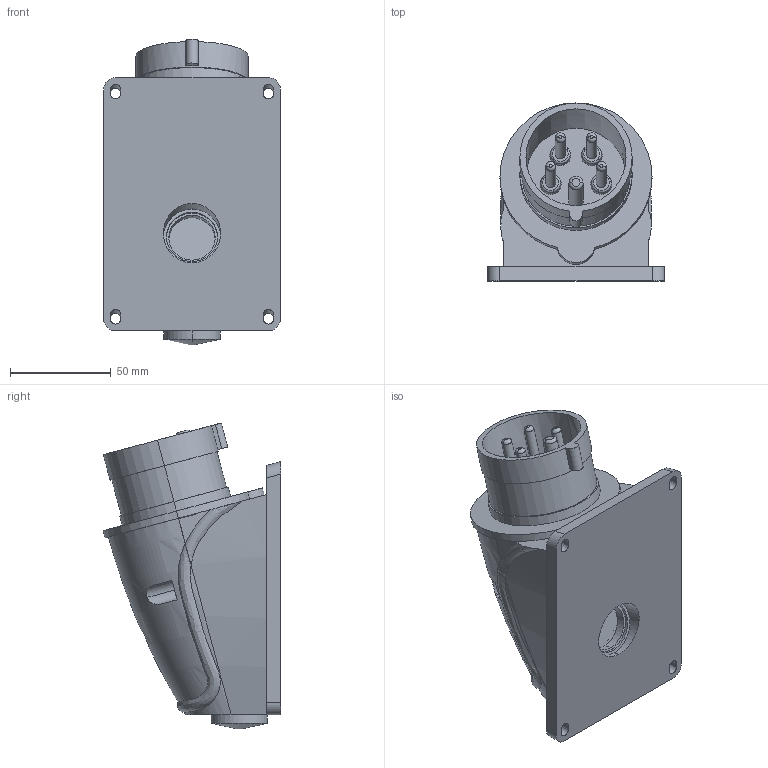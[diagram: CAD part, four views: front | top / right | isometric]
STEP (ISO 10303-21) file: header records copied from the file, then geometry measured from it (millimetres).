
FILE_DESCRIPTION (( 'STEP AP214' ), '1' );
FILE_NAME ('PSN52-016-5 Âèëêà ñòàöèîíàðíàÿ ÑÑÈ-515 16À-6÷_200_346-240_415Â 3Ð+ÐÅ+N IP44 MAGNUM ÈÝÊ.STEP', '2017-02-02T12:30:00', ( '' ), ( '' ), 'SwSTEP 2.0', 'SolidWorks 2014', '' );
FILE_SCHEMA (( 'AUTOMOTIVE_DESIGN' ));
Length unit declared in the file: millimetre
Products named in the file (1): PSN52-016-5 Âèëêà ñòàöèîíàðíàÿ ÑÑÈ-515 16À-6÷_200_346-240_415Â 3Ð+ÐÅ+N IP44 MAGNUM ÈÝÊ
Bounding box: 88 x 88.42 x 152.08 mm (x, y, z)
Volume: 220421.8 mm3; surface area: 105472.6 mm2
Topology: 13 solids, 13 shells, 707 faces, 1786 edges, 1164 vertices
Faces by surface type: plane 376, cylinder 229, bspline 55, cone 26, torus 21
Entity records: 28925 total; most frequent: CARTESIAN_POINT 11969, ORIENTED_EDGE 3548, DIRECTION 3311, EDGE_CURVE 1774, VERTEX_POINT 1164, AXIS2_PLACEMENT_3D 1154, VECTOR 1003, LINE 1003
